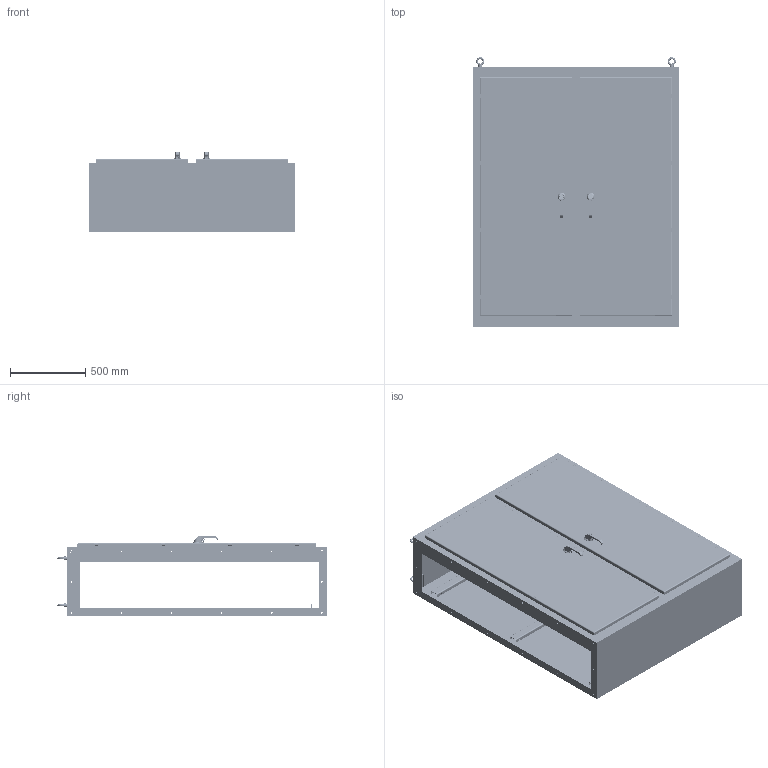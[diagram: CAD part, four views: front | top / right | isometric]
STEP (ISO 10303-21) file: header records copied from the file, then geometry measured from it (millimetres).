
FILE_DESCRIPTION (( 'STEP AP214' ), '1' );
FILE_NAME ('SCE-N68C5418.STEP', '2024-06-18T13:33:25', ( '' ), ( '' ), 'SwSTEP 2.0', 'SolidWorks 2023', '' );
FILE_SCHEMA (( 'AUTOMOTIVE_DESIGN' ));
Length unit declared in the file: inch
Products named in the file (1): SCE-N68C5418
Bounding box: 1365.25 x 1788.71 x 534.57 mm (x, y, z)
Volume: 22088671 mm3; surface area: 15958849 mm2
Topology: 67 solids, 76 shells, 8175 faces, 20869 edges, 12934 vertices
Faces by surface type: plane 3224, cylinder 2711, bspline 1262, torus 634, cone 234, sphere 110
Full cylindrical faces by diameter (mm): 1.016 x8, 2.286 x4, 3.429 x8, 3.962 x2, 3.978 x8, 4.293 x1, 4.318 x48, 4.902 x2, 4.953 x2, 4.978 x32, 5.016 x4, 5.182 x8, 5.207 x16, 5.232 x16, 5.537 x12, 6.096 x16, 6.198 x16, 6.299 x4, 6.35 x34, 6.363 x1, 6.502 x4, 6.756 x4, 7.62 x2, 8.738 x8, 9.144 x4, 9.525 x20, 10.323 x16, 10.414 x4, 11.112 x4, 11.113 x20
Entity records: 385275 total; most frequent: CARTESIAN_POINT 201861, ORIENTED_EDGE 39792, DIRECTION 34568, EDGE_CURVE 19896, VERTEX_POINT 12620, AXIS2_PLACEMENT_3D 12549, EDGE_LOOP 9474, LINE 9470
